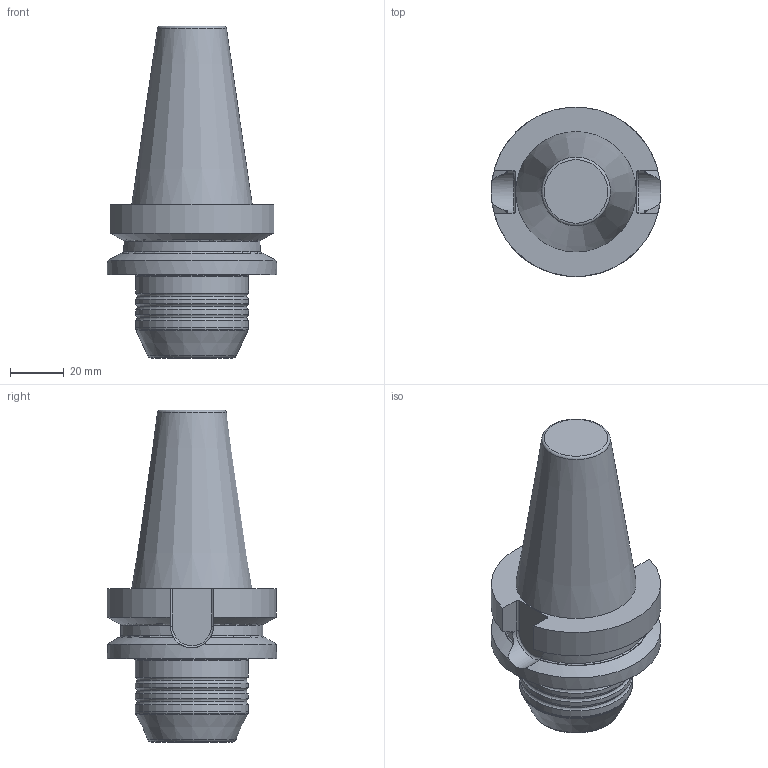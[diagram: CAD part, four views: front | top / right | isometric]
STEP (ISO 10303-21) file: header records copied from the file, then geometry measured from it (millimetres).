
FILE_DESCRIPTION(/* description */ (''),/* implementation_level */ '2;1');
FILE_NAME(/* name */ 'BT40TFADB-HCR12-058_Basic.stp',/* time_stamp */ '2022-07-04T13:35:23+05:00',/* author */ (''),/* organization */ (''),/* preprocessor_version */ 'ST-DEVELOPER v16.7',/* originating_system */ 'SIEMENS PLM Software NX 12.0',/* authorisation */ '');
FILE_SCHEMA (('AUTOMOTIVE_DESIGN { 1 0 10303 214 3 1 1 1 }'));
Length unit declared in the file: millimetre
Products named in the file (1): inpu9A94AA24fy0b
Bounding box: 63 x 62.92 x 123.4 mm (x, y, z)
Volume: 169749.6 mm3; surface area: 24026.6 mm2
Topology: 1 solids, 1 shells, 56 faces, 144 edges, 96 vertices
Faces by surface type: torus 19, cylinder 16, plane 15, cone 6
Full cylindrical faces by diameter (mm): 12 x1, 42 x4, 63 x1
Entity records: 1684 total; most frequent: CARTESIAN_POINT 417, DIRECTION 262, ORIENTED_EDGE 220, AXIS2_PLACEMENT_3D 114, EDGE_CURVE 110, EDGE_LOOP 80, VERTEX_POINT 80, ADVANCED_FACE 56
